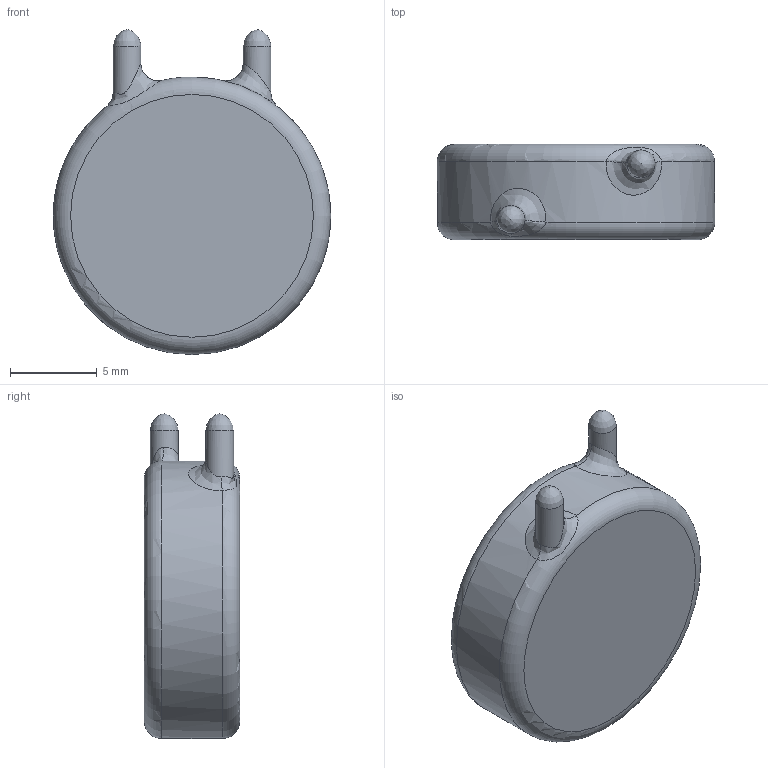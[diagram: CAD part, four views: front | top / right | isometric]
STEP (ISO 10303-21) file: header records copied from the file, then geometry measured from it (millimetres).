
FILE_DESCRIPTION(/* description */ (''),/* implementation_level */ '2;1');
FILE_NAME(/* name */ 'User Library-VARISTOR 387V 6KA DISC 14MM v2.step',/* time_stamp */ '2018-11-29T14:12:38+02:00',/* author */ ('andris.igaunis'),/* organization */ (''),/* preprocessor_version */ 'ST-DEVELOPER v17.2',/* originating_system */ 'Autodesk Translation Framework v7.6.0.251',/* authorisation */ '');
FILE_SCHEMA (('AUTOMOTIVE_DESIGN { 1 0 10303 214 3 1 1 }'));
Length unit declared in the file: millimetre
Products named in the file (1): User Library-VARISTOR 387V 6KA DISC 14MM
Bounding box: 16 x 5.5 x 18.75 mm (x, y, z)
Volume: 1100.4 mm3; surface area: 664.5 mm2
Topology: 1 solids, 1 shells, 13 faces, 39 edges, 26 vertices
Faces by surface type: bspline 6, cylinder 3, torus 2, plane 2
Full cylindrical faces by diameter (mm): 1.6 x2, 16 x1
Entity records: 2735 total; most frequent: CARTESIAN_POINT 2349, ORIENTED_EDGE 74, DIRECTION 67, EDGE_CURVE 37, AXIS2_PLACEMENT_3D 32, VERTEX_POINT 26, CIRCLE 20, STYLED_ITEM 14
